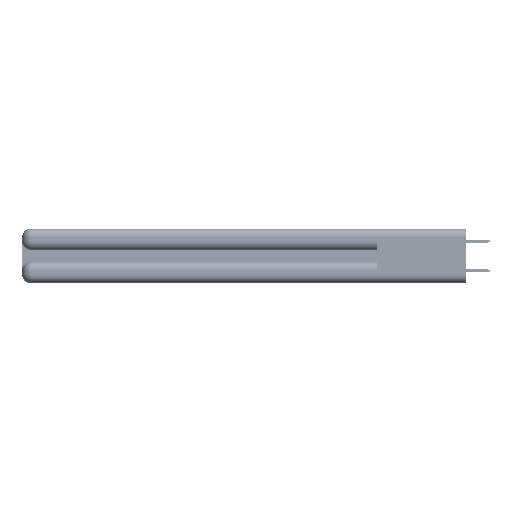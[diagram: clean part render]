
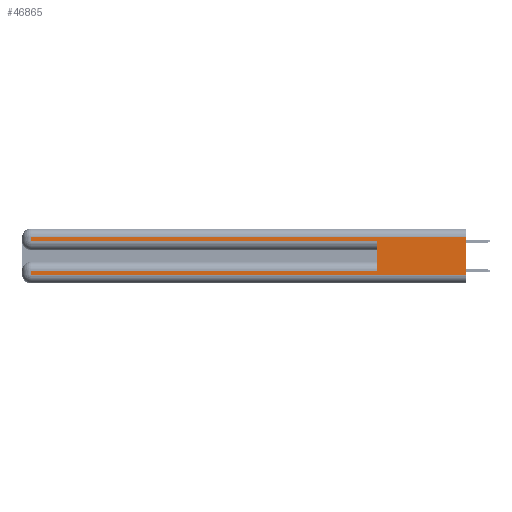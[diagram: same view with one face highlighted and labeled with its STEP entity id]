
A CAD part, left-side view. The second image highlights one B-rep face of the part: STEP entity #46865.
In plain terms, the highlighted planar face has unit normal (-1, 0, 0).
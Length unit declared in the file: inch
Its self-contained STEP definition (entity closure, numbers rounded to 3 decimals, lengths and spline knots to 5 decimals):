
#225 = VERTEX_POINT ( 'NONE', #20815 ) ;
#747 = PLANE ( 'NONE',  #49802 ) ;
#966 = CARTESIAN_POINT ( 'NONE',  ( 0., 0.6, 0.085 ) ) ;
#1839 = VECTOR ( 'NONE', #31425, 39.37008 ) ;
#1901 = LINE ( 'NONE', #31875, #50098 ) ;
#2373 = LINE ( 'NONE', #44857, #44773 ) ;
#4215 = DIRECTION ( 'NONE',  ( 0., -1., 0. ) ) ;
#4294 = FACE_OUTER_BOUND ( 'NONE', #26393, .T. ) ;
#5833 = ORIENTED_EDGE ( 'NONE', *, *, #15669, .T. ) ;
#6745 = EDGE_CURVE ( 'NONE', #9197, #42219, #1901, .T. ) ;
#7078 = ORIENTED_EDGE ( 'NONE', *, *, #22091, .T. ) ;
#7863 = ORIENTED_EDGE ( 'NONE', *, *, #52594, .F. ) ;
#8643 = ORIENTED_EDGE ( 'NONE', *, *, #41003, .T. ) ;
#9197 = VERTEX_POINT ( 'NONE', #10081 ) ;
#9362 = DIRECTION ( 'NONE',  ( 0., 1., 0. ) ) ;
#10081 = CARTESIAN_POINT ( 'NONE',  ( 0., 2.94, 0.085 ) ) ;
#10446 = ORIENTED_EDGE ( 'NONE', *, *, #52315, .T. ) ;
#12111 = CARTESIAN_POINT ( 'NONE',  ( 0., 0., 0.06 ) ) ;
#14038 = LINE ( 'NONE', #46054, #37839 ) ;
#15669 = EDGE_CURVE ( 'NONE', #23123, #225, #19316, .T. ) ;
#16069 = VECTOR ( 'NONE', #4215, 39.37008 ) ;
#17017 = CARTESIAN_POINT ( 'NONE',  ( 0., 0., 0.37 ) ) ;
#17461 = DIRECTION ( 'NONE',  ( 0., 1., 0. ) ) ;
#19316 = LINE ( 'NONE', #43443, #50906 ) ;
#20724 = LINE ( 'NONE', #21407, #23332 ) ;
#20815 = CARTESIAN_POINT ( 'NONE',  ( 0., 0.6, 0.285 ) ) ;
#21034 = VERTEX_POINT ( 'NONE', #48172 ) ;
#21407 = CARTESIAN_POINT ( 'NONE',  ( 0., 0., 0.31 ) ) ;
#22091 = EDGE_CURVE ( 'NONE', #42374, #23133, #20724, .T. ) ;
#23009 = ORIENTED_EDGE ( 'NONE', *, *, #45019, .T. ) ;
#23123 = VERTEX_POINT ( 'NONE', #35307 ) ;
#23133 = VERTEX_POINT ( 'NONE', #34945 ) ;
#23332 = VECTOR ( 'NONE', #17461, 39.37008 ) ;
#23798 = ORIENTED_EDGE ( 'NONE', *, *, #6745, .T. ) ;
#24468 = DIRECTION ( 'NONE',  ( 0., 0., -1. ) ) ;
#24828 = CARTESIAN_POINT ( 'NONE',  ( 0., 2.94, 0.37 ) ) ;
#26393 = EDGE_LOOP ( 'NONE', ( #7863, #7078, #8643, #5833, #29471, #10446, #23798, #23009 ) ) ;
#26967 = LINE ( 'NONE', #12111, #16069 ) ;
#27088 = CARTESIAN_POINT ( 'NONE',  ( 0., 0., 0.37 ) ) ;
#27207 = DIRECTION ( 'NONE',  ( 0., -1., 0. ) ) ;
#27753 = DIRECTION ( 'NONE',  ( 0., 0., 1. ) ) ;
#28825 = CARTESIAN_POINT ( 'NONE',  ( 0., 2.94, 0.06 ) ) ;
#29471 = ORIENTED_EDGE ( 'NONE', *, *, #47319, .F. ) ;
#31425 = DIRECTION ( 'NONE',  ( 0., 0., -1. ) ) ;
#31875 = CARTESIAN_POINT ( 'NONE',  ( 0., 2.94, 0.37 ) ) ;
#31982 = LINE ( 'NONE', #27088, #1839 ) ;
#34945 = CARTESIAN_POINT ( 'NONE',  ( 0., 2.94, 0.31 ) ) ;
#35307 = CARTESIAN_POINT ( 'NONE',  ( 0., 2.94, 0.285 ) ) ;
#36990 = VECTOR ( 'NONE', #24468, 39.37008 ) ;
#37839 = VECTOR ( 'NONE', #9362, 39.37008 ) ;
#37896 = DIRECTION ( 'NONE',  ( 1., 0., 0. ) ) ;
#38057 = CARTESIAN_POINT ( 'NONE',  ( 0., 0., 0.31 ) ) ;
#38070 = DIRECTION ( 'NONE',  ( 0., 0., -1. ) ) ;
#40270 = LINE ( 'NONE', #24828, #36990 ) ;
#41003 = EDGE_CURVE ( 'NONE', #23133, #23123, #40270, .T. ) ;
#41742 = VERTEX_POINT ( 'NONE', #966 ) ;
#42219 = VERTEX_POINT ( 'NONE', #28825 ) ;
#42374 = VERTEX_POINT ( 'NONE', #38057 ) ;
#43443 = CARTESIAN_POINT ( 'NONE',  ( 0., 0., 0.285 ) ) ;
#44773 = VECTOR ( 'NONE', #27753, 39.37008 ) ;
#44857 = CARTESIAN_POINT ( 'NONE',  ( 0., 0.6, 0.145 ) ) ;
#45019 = EDGE_CURVE ( 'NONE', #42219, #21034, #26967, .T. ) ;
#46054 = CARTESIAN_POINT ( 'NONE',  ( 0., 0., 0.085 ) ) ;
#46865 = ADVANCED_FACE ( 'NONE', ( #4294 ), #747, .F. ) ;
#47319 = EDGE_CURVE ( 'NONE', #41742, #225, #2373, .T. ) ;
#48172 = CARTESIAN_POINT ( 'NONE',  ( 0., 0., 0.06 ) ) ;
#49802 = AXIS2_PLACEMENT_3D ( 'NONE', #17017, #37896, #38070 ) ;
#50098 = VECTOR ( 'NONE', #52739, 39.37008 ) ;
#50906 = VECTOR ( 'NONE', #27207, 39.37008 ) ;
#52315 = EDGE_CURVE ( 'NONE', #41742, #9197, #14038, .T. ) ;
#52594 = EDGE_CURVE ( 'NONE', #42374, #21034, #31982, .T. ) ;
#52739 = DIRECTION ( 'NONE',  ( 0., 0., -1. ) ) ;
